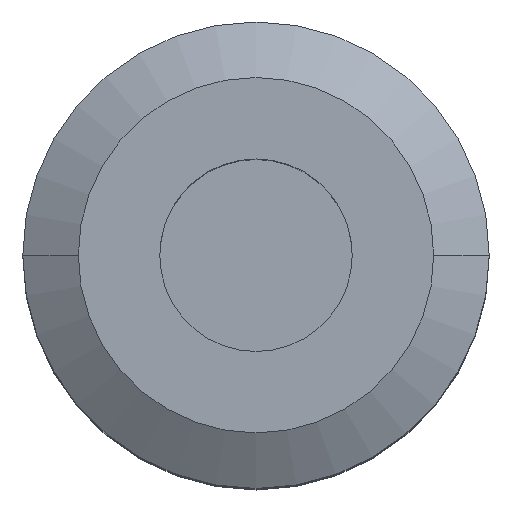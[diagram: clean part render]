
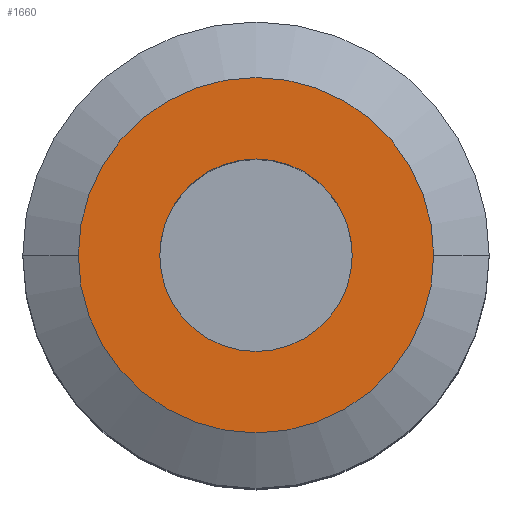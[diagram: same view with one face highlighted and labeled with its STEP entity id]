
A CAD part, top view. The second image highlights one B-rep face of the part: STEP entity #1660.
In plain terms, the highlighted planar face has unit normal (0, 0, 1).
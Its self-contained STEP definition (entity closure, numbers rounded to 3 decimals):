
#48 = DIRECTION ( 'NONE',  ( -1., 0., 0. ) ) ;
#68 = AXIS2_PLACEMENT_3D ( 'NONE', #830, #1974, #999 ) ;
#73 = CARTESIAN_POINT ( 'NONE',  ( -13., 0., 120. ) ) ;
#94 = ORIENTED_EDGE ( 'NONE', *, *, #294, .T. ) ;
#104 = VERTEX_POINT ( 'NONE', #1943 ) ;
#220 = AXIS2_PLACEMENT_3D ( 'NONE', #1732, #589, #1567 ) ;
#277 = CARTESIAN_POINT ( 'NONE',  ( 0., 24., 120. ) ) ;
#294 = EDGE_CURVE ( 'NONE', #366, #337, #677, .T. ) ;
#320 = CARTESIAN_POINT ( 'NONE',  ( 0., 0., 120. ) ) ;
#337 = VERTEX_POINT ( 'NONE', #1069 ) ;
#366 = VERTEX_POINT ( 'NONE', #73 ) ;
#393 = EDGE_LOOP ( 'NONE', ( #1059, #884 ) ) ;
#411 = FACE_BOUND ( 'NONE', #1263, .T. ) ;
#449 = DIRECTION ( 'NONE',  ( 0., 0., 1. ) ) ;
#468 = FACE_OUTER_BOUND ( 'NONE', #393, .T. ) ;
#491 = DIRECTION ( 'NONE',  ( -1., 0., 0. ) ) ;
#510 = EDGE_CURVE ( 'NONE', #337, #366, #1128, .T. ) ;
#589 = DIRECTION ( 'NONE',  ( 0., 0., -1. ) ) ;
#677 = CIRCLE ( 'NONE', #220, 13. ) ;
#811 = ORIENTED_EDGE ( 'NONE', *, *, #510, .T. ) ;
#830 = CARTESIAN_POINT ( 'NONE',  ( 0., 0., 120. ) ) ;
#884 = ORIENTED_EDGE ( 'NONE', *, *, #1434, .F. ) ;
#999 = DIRECTION ( 'NONE',  ( -1., 0., 0. ) ) ;
#1059 = ORIENTED_EDGE ( 'NONE', *, *, #1406, .F. ) ;
#1060 = AXIS2_PLACEMENT_3D ( 'NONE', #320, #1475, #491 ) ;
#1069 = CARTESIAN_POINT ( 'NONE',  ( 13., 0., 120. ) ) ;
#1128 = CIRCLE ( 'NONE', #68, 13. ) ;
#1139 = DIRECTION ( 'NONE',  ( 0., 0., -1. ) ) ;
#1166 = AXIS2_PLACEMENT_3D ( 'NONE', #2112, #1139, #48 ) ;
#1233 = CARTESIAN_POINT ( 'NONE',  ( -24., 0., 120. ) ) ;
#1244 = CIRCLE ( 'NONE', #1060, 24. ) ;
#1251 = PLANE ( 'NONE',  #1896 ) ;
#1263 = EDGE_LOOP ( 'NONE', ( #94, #811 ) ) ;
#1406 = EDGE_CURVE ( 'NONE', #1594, #104, #1244, .T. ) ;
#1434 = EDGE_CURVE ( 'NONE', #104, #1594, #2066, .T. ) ;
#1475 = DIRECTION ( 'NONE',  ( 0., 0., -1. ) ) ;
#1567 = DIRECTION ( 'NONE',  ( -1., 0., 0. ) ) ;
#1592 = DIRECTION ( 'NONE',  ( 1., 0., 0. ) ) ;
#1594 = VERTEX_POINT ( 'NONE', #1233 ) ;
#1660 = ADVANCED_FACE ( 'NONE', ( #411, #468 ), #1251, .T. ) ;
#1732 = CARTESIAN_POINT ( 'NONE',  ( 0., 0., 120. ) ) ;
#1896 = AXIS2_PLACEMENT_3D ( 'NONE', #277, #449, #1592 ) ;
#1943 = CARTESIAN_POINT ( 'NONE',  ( 24., 0., 120. ) ) ;
#1974 = DIRECTION ( 'NONE',  ( 0., 0., -1. ) ) ;
#2066 = CIRCLE ( 'NONE', #1166, 24. ) ;
#2112 = CARTESIAN_POINT ( 'NONE',  ( 0., 0., 120. ) ) ;
